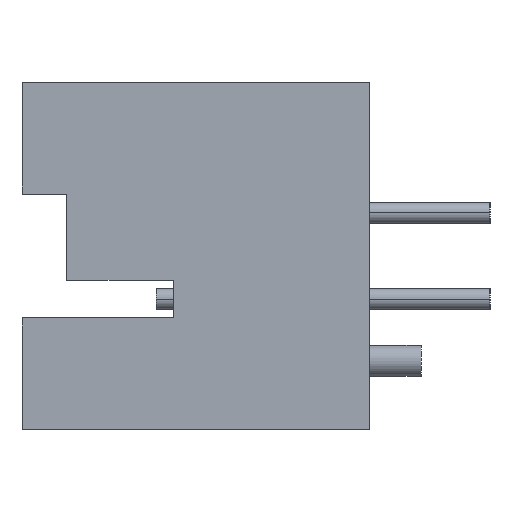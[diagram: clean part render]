
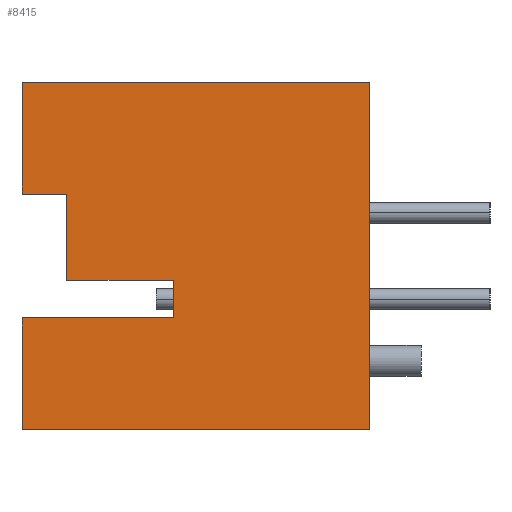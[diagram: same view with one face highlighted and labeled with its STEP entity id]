
A CAD part, left-side view. The second image highlights one B-rep face of the part: STEP entity #8415.
In plain terms, the highlighted planar face has unit normal (-1, 0, 0).
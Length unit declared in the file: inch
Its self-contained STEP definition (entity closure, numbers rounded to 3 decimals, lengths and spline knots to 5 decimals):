
#186 = DIRECTION ( 'NONE',  ( 0., 0., -1. ) ) ;
#390 = AXIS2_PLACEMENT_3D ( 'NONE', #6347, #4794, #186 ) ;
#609 = DIRECTION ( 'NONE',  ( 0., -1., 0. ) ) ;
#722 = LINE ( 'NONE', #2113, #7909 ) ;
#807 = VERTEX_POINT ( 'NONE', #7081 ) ;
#855 = CARTESIAN_POINT ( 'NONE',  ( -0.59055, 0., -0.02756 ) ) ;
#910 = CARTESIAN_POINT ( 'NONE',  ( -0.59055, 0.39764, -0.19882 ) ) ;
#942 = ORIENTED_EDGE ( 'NONE', *, *, #2070, .F. ) ;
#1035 = DIRECTION ( 'NONE',  ( 0., 0., -1. ) ) ;
#1070 = VERTEX_POINT ( 'NONE', #8965 ) ;
#1082 = LINE ( 'NONE', #8754, #9561 ) ;
#1264 = ORIENTED_EDGE ( 'NONE', *, *, #3378, .F. ) ;
#1298 = ORIENTED_EDGE ( 'NONE', *, *, #8513, .T. ) ;
#1337 = VECTOR ( 'NONE', #2014, 39.37008 ) ;
#1476 = EDGE_CURVE ( 'NONE', #1070, #5628, #1082, .T. ) ;
#1525 = VERTEX_POINT ( 'NONE', #8783 ) ;
#1546 = LINE ( 'NONE', #855, #8597 ) ;
#1698 = VECTOR ( 'NONE', #3922, 39.37008 ) ;
#1744 = VERTEX_POINT ( 'NONE', #5895 ) ;
#1771 = CARTESIAN_POINT ( 'NONE',  ( -0.59055, 0., -0.07087 ) ) ;
#1773 = VERTEX_POINT ( 'NONE', #8228 ) ;
#1835 = EDGE_CURVE ( 'NONE', #9876, #5090, #1546, .T. ) ;
#1884 = EDGE_CURVE ( 'NONE', #5090, #1773, #5631, .T. ) ;
#2014 = DIRECTION ( 'NONE',  ( 0., 0., 1. ) ) ;
#2070 = EDGE_CURVE ( 'NONE', #1525, #1744, #9069, .T. ) ;
#2072 = CARTESIAN_POINT ( 'NONE',  ( -0.59055, 0.39764, 0.19882 ) ) ;
#2113 = CARTESIAN_POINT ( 'NONE',  ( -0.59055, 0.34646, 0.07087 ) ) ;
#2561 = EDGE_CURVE ( 'NONE', #8685, #1525, #5539, .T. ) ;
#2735 = VERTEX_POINT ( 'NONE', #2072 ) ;
#2768 = CARTESIAN_POINT ( 'NONE',  ( -0.59055, 0.39764, -0.19882 ) ) ;
#2977 = VECTOR ( 'NONE', #9906, 39.37008 ) ;
#2999 = CARTESIAN_POINT ( 'NONE',  ( -0.59055, 0.22441, -0.02756 ) ) ;
#3189 = EDGE_CURVE ( 'NONE', #2735, #5628, #6837, .T. ) ;
#3378 = EDGE_CURVE ( 'NONE', #1070, #8685, #6111, .T. ) ;
#3780 = ORIENTED_EDGE ( 'NONE', *, *, #8387, .F. ) ;
#3787 = DIRECTION ( 'NONE',  ( 0., 0., 1. ) ) ;
#3922 = DIRECTION ( 'NONE',  ( 0., 0., 1. ) ) ;
#4072 = VECTOR ( 'NONE', #3787, 39.37008 ) ;
#4794 = DIRECTION ( 'NONE',  ( 1., 0., 0. ) ) ;
#4804 = DIRECTION ( 'NONE',  ( 0., -1., 0. ) ) ;
#4818 = VECTOR ( 'NONE', #609, 39.37008 ) ;
#5025 = VECTOR ( 'NONE', #4804, 39.37008 ) ;
#5031 = ORIENTED_EDGE ( 'NONE', *, *, #3189, .F. ) ;
#5090 = VERTEX_POINT ( 'NONE', #8019 ) ;
#5500 = ORIENTED_EDGE ( 'NONE', *, *, #2561, .F. ) ;
#5539 = LINE ( 'NONE', #2768, #1337 ) ;
#5546 = ORIENTED_EDGE ( 'NONE', *, *, #1835, .F. ) ;
#5628 = VERTEX_POINT ( 'NONE', #8845 ) ;
#5631 = LINE ( 'NONE', #7727, #4072 ) ;
#5776 = EDGE_CURVE ( 'NONE', #807, #1773, #722, .T. ) ;
#5895 = CARTESIAN_POINT ( 'NONE',  ( -0.59055, 0.22441, -0.07087 ) ) ;
#6111 = LINE ( 'NONE', #6143, #2977 ) ;
#6143 = CARTESIAN_POINT ( 'NONE',  ( -0.59055, 0., -0.19882 ) ) ;
#6336 = DIRECTION ( 'NONE',  ( 0., 0., 1. ) ) ;
#6347 = CARTESIAN_POINT ( 'NONE',  ( -0.59055, 0., -0.19882 ) ) ;
#6610 = VECTOR ( 'NONE', #1035, 39.37008 ) ;
#6837 = LINE ( 'NONE', #9602, #4818 ) ;
#6913 = EDGE_LOOP ( 'NONE', ( #8892, #9495, #5546, #1298, #942, #5500, #1264, #7210, #5031, #3780 ) ) ;
#7081 = CARTESIAN_POINT ( 'NONE',  ( -0.59055, 0.39764, 0.07087 ) ) ;
#7210 = ORIENTED_EDGE ( 'NONE', *, *, #1476, .T. ) ;
#7727 = CARTESIAN_POINT ( 'NONE',  ( -0.59055, 0.34646, -0.19882 ) ) ;
#7909 = VECTOR ( 'NONE', #9816, 39.37008 ) ;
#8019 = CARTESIAN_POINT ( 'NONE',  ( -0.59055, 0.34646, -0.02756 ) ) ;
#8228 = CARTESIAN_POINT ( 'NONE',  ( -0.59055, 0.34646, 0.07087 ) ) ;
#8387 = EDGE_CURVE ( 'NONE', #807, #2735, #9345, .T. ) ;
#8415 = ADVANCED_FACE ( 'NONE', ( #9109 ), #9344, .F. ) ;
#8459 = DIRECTION ( 'NONE',  ( 0., 1., 0. ) ) ;
#8513 = EDGE_CURVE ( 'NONE', #9876, #1744, #8622, .T. ) ;
#8597 = VECTOR ( 'NONE', #8459, 39.37008 ) ;
#8622 = LINE ( 'NONE', #9475, #6610 ) ;
#8685 = VERTEX_POINT ( 'NONE', #8901 ) ;
#8754 = CARTESIAN_POINT ( 'NONE',  ( -0.59055, 0., -0.19882 ) ) ;
#8783 = CARTESIAN_POINT ( 'NONE',  ( -0.59055, 0.39764, -0.07087 ) ) ;
#8845 = CARTESIAN_POINT ( 'NONE',  ( -0.59055, 0., 0.19882 ) ) ;
#8892 = ORIENTED_EDGE ( 'NONE', *, *, #5776, .T. ) ;
#8901 = CARTESIAN_POINT ( 'NONE',  ( -0.59055, 0.39764, -0.19882 ) ) ;
#8965 = CARTESIAN_POINT ( 'NONE',  ( -0.59055, 0., -0.19882 ) ) ;
#9069 = LINE ( 'NONE', #1771, #5025 ) ;
#9109 = FACE_OUTER_BOUND ( 'NONE', #6913, .T. ) ;
#9344 = PLANE ( 'NONE',  #390 ) ;
#9345 = LINE ( 'NONE', #910, #1698 ) ;
#9475 = CARTESIAN_POINT ( 'NONE',  ( -0.59055, 0.22441, -0.07087 ) ) ;
#9495 = ORIENTED_EDGE ( 'NONE', *, *, #1884, .F. ) ;
#9561 = VECTOR ( 'NONE', #6336, 39.37008 ) ;
#9602 = CARTESIAN_POINT ( 'NONE',  ( -0.59055, 0.39764, 0.19882 ) ) ;
#9816 = DIRECTION ( 'NONE',  ( 0., -1., 0. ) ) ;
#9876 = VERTEX_POINT ( 'NONE', #2999 ) ;
#9906 = DIRECTION ( 'NONE',  ( 0., 1., 0. ) ) ;
